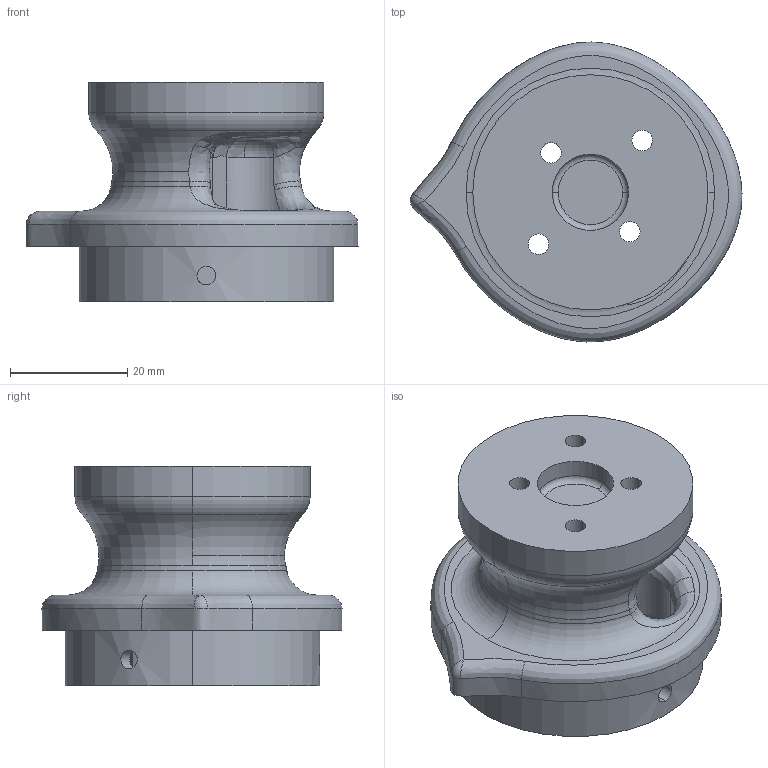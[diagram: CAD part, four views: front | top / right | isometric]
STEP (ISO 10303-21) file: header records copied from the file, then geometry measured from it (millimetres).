
FILE_DESCRIPTION (( 'STEP AP214' ), '1' );
FILE_NAME ('eXplora_VTOL_V1.00_Motor_Support_25x19_L.STEP', '2022-10-24T10:51:58', ( '' ), ( '' ), 'SwSTEP 2.0', 'SolidWorks 2021', '' );
FILE_SCHEMA (( 'AUTOMOTIVE_DESIGN' ));
Length unit declared in the file: millimetre
Products named in the file (1): eXplora_VTOL_V1.00_Motor_Support_25x19_L
Bounding box: 56.6 x 51.14 x 37.5 mm (x, y, z)
Volume: 39844.2 mm3; surface area: 12378.5 mm2
Topology: 1 solids, 1 shells, 125 faces, 312 edges, 198 vertices
Faces by surface type: cylinder 52, plane 30, bspline 25, torus 14, cone 4
Entity records: 7873 total; most frequent: CARTESIAN_POINT 4917, ORIENTED_EDGE 622, DIRECTION 597, EDGE_CURVE 311, AXIS2_PLACEMENT_3D 250, VERTEX_POINT 198, EDGE_LOOP 153, CIRCLE 149
